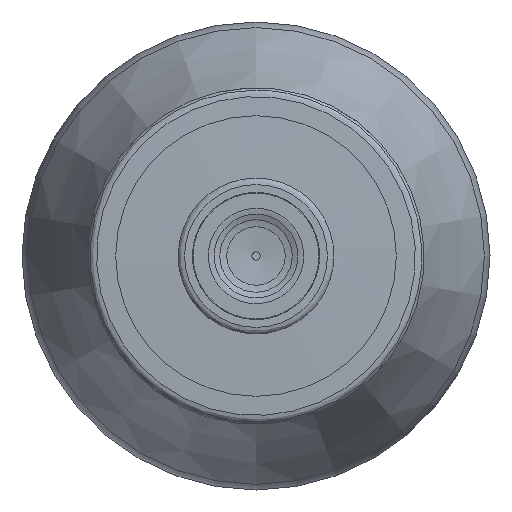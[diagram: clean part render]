
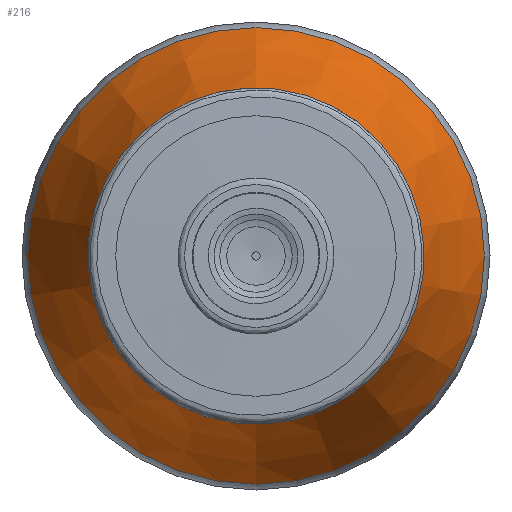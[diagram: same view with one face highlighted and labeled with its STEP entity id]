
A CAD part, left-side view. The second image highlights one B-rep face of the part: STEP entity #216.
In plain terms, the highlighted conical face has half-angle 22.62 degrees and reference radius 15.615 mm.
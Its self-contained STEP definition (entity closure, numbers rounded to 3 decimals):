
#105=CONICAL_SURFACE('',#577,15.615,22.62);
#149=FACE_BOUND('',#283,.T.);
#150=FACE_BOUND('',#284,.T.);
#216=ADVANCED_FACE('',(#149,#150),#105,.T.);
#283=EDGE_LOOP('',(#367));
#284=EDGE_LOOP('',(#368));
#367=ORIENTED_EDGE('',*,*,#479,.T.);
#368=ORIENTED_EDGE('',*,*,#478,.F.);
#436=VERTEX_POINT('',#804);
#437=VERTEX_POINT('',#807);
#478=EDGE_CURVE('',#436,#436,#520,.T.);
#479=EDGE_CURVE('',#437,#437,#521,.T.);
#520=CIRCLE('',#574,15.615);
#521=CIRCLE('',#576,11.385);
#574=AXIS2_PLACEMENT_3D('',#803,#668,#669);
#576=AXIS2_PLACEMENT_3D('',#806,#672,#673);
#577=AXIS2_PLACEMENT_3D('',#808,#674,#675);
#668=DIRECTION('',(1.,0.,0.));
#669=DIRECTION('',(0.,0.,1.));
#672=DIRECTION('',(1.,0.,0.));
#673=DIRECTION('',(0.,0.,1.));
#674=DIRECTION('',(1.,0.,0.));
#675=DIRECTION('',(0.,0.,-1.));
#803=CARTESIAN_POINT('',(84.077,0.,0.));
#804=CARTESIAN_POINT('',(84.077,0.,15.615));
#806=CARTESIAN_POINT('',(73.923,0.,0.));
#807=CARTESIAN_POINT('',(73.923,0.,11.385));
#808=CARTESIAN_POINT('',(84.077,0.,0.));
